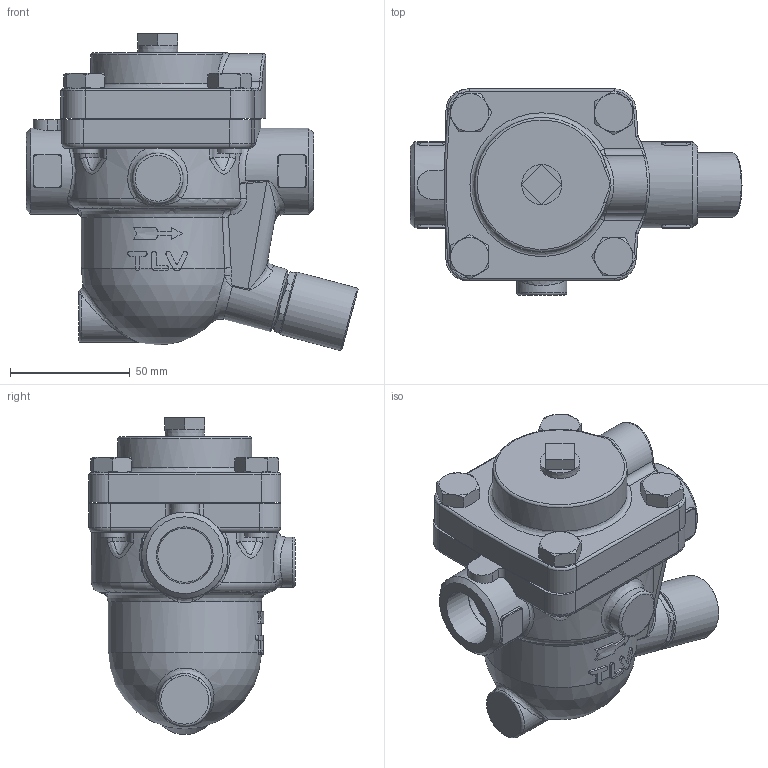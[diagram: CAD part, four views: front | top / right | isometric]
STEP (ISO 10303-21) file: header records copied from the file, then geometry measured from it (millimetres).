
FILE_DESCRIPTION((''),'2;1');
FILE_NAME('ja300-020-screw-00.stp','2009-10-30T17:02:32',('nakaot'),(''),'Autodesk Inventor 2008','Autodesk Inventor 2008','');
FILE_SCHEMA(('AUTOMOTIVE_DESIGN { 1 0 10303 214 1 1 1 1 }'));
Length unit declared in the file: millimetre
Products named in the file (1): ja300-020-screw-00
Bounding box: 138.54 x 86 x 132.39 mm (x, y, z)
Volume: 555529.7 mm3; surface area: 62041.4 mm2
Topology: 1 solids, 1 shells, 441 faces, 1067 edges, 636 vertices
Faces by surface type: cylinder 123, plane 117, bspline 100, cone 59, torus 38, sphere 4
Full cylindrical faces by diameter (mm): 10 x8, 21 x1, 27 x2, 36 x2, 56.5 x1
Entity records: 22148 total; most frequent: CARTESIAN_POINT 12915, ORIENTED_EDGE 1998, DIRECTION 1788, EDGE_CURVE 999, AXIS2_PLACEMENT_3D 760, VERTEX_POINT 617, EDGE_LOOP 504, FACE_OUTER_BOUND 440
